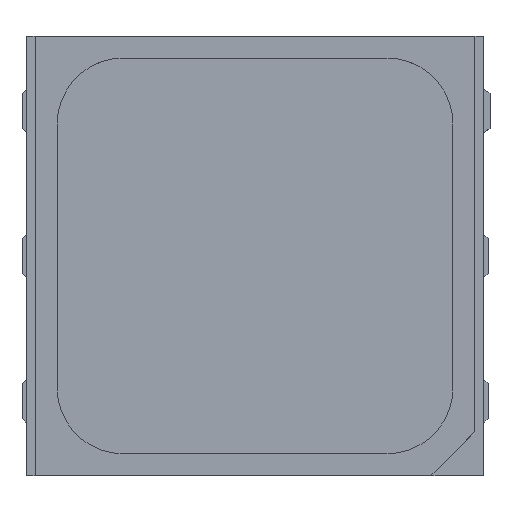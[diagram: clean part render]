
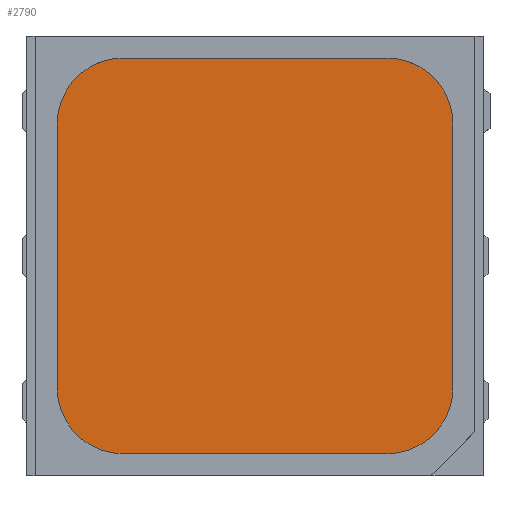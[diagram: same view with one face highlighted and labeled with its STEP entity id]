
A CAD part, top view. The second image highlights one B-rep face of the part: STEP entity #2790.
In plain terms, the highlighted planar face has unit normal (0, 0, 1).
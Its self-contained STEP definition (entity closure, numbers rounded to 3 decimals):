
#2599 = VERTEX_POINT('',#2600);
#2600 = CARTESIAN_POINT('',(-2.25,-1.5,0.95));
#2606 = EDGE_CURVE('',#2599,#2607,#2609,.T.);
#2607 = VERTEX_POINT('',#2608);
#2608 = CARTESIAN_POINT('',(-2.25,1.5,0.95));
#2609 = LINE('',#2610,#2611);
#2610 = CARTESIAN_POINT('',(-2.25,-1.5,0.95));
#2611 = VECTOR('',#2612,1.);
#2612 = DIRECTION('',(0.,1.,0.));
#2630 = VERTEX_POINT('',#2631);
#2631 = CARTESIAN_POINT('',(-1.5,2.25,0.95));
#2637 = EDGE_CURVE('',#2630,#2607,#2638,.T.);
#2638 = CIRCLE('',#2639,0.75);
#2639 = AXIS2_PLACEMENT_3D('',#2640,#2641,#2642);
#2640 = CARTESIAN_POINT('',(-1.5,1.5,0.95));
#2641 = DIRECTION('',(0.,0.,1.));
#2642 = DIRECTION('',(1.,0.,0.));
#2655 = EDGE_CURVE('',#2630,#2656,#2658,.T.);
#2656 = VERTEX_POINT('',#2657);
#2657 = CARTESIAN_POINT('',(1.5,2.25,0.95));
#2658 = LINE('',#2659,#2660);
#2659 = CARTESIAN_POINT('',(-1.5,2.25,0.95));
#2660 = VECTOR('',#2661,1.);
#2661 = DIRECTION('',(1.,0.,0.));
#2679 = VERTEX_POINT('',#2680);
#2680 = CARTESIAN_POINT('',(2.25,1.5,0.95));
#2686 = EDGE_CURVE('',#2679,#2656,#2687,.T.);
#2687 = CIRCLE('',#2688,0.75);
#2688 = AXIS2_PLACEMENT_3D('',#2689,#2690,#2691);
#2689 = CARTESIAN_POINT('',(1.5,1.5,0.95));
#2690 = DIRECTION('',(0.,0.,1.));
#2691 = DIRECTION('',(1.,0.,0.));
#2704 = EDGE_CURVE('',#2679,#2705,#2707,.T.);
#2705 = VERTEX_POINT('',#2706);
#2706 = CARTESIAN_POINT('',(2.25,-1.5,0.95));
#2707 = LINE('',#2708,#2709);
#2708 = CARTESIAN_POINT('',(2.25,1.5,0.95));
#2709 = VECTOR('',#2710,1.);
#2710 = DIRECTION('',(0.,-1.,0.));
#2728 = VERTEX_POINT('',#2729);
#2729 = CARTESIAN_POINT('',(1.5,-2.25,0.95));
#2735 = EDGE_CURVE('',#2728,#2705,#2736,.T.);
#2736 = CIRCLE('',#2737,0.75);
#2737 = AXIS2_PLACEMENT_3D('',#2738,#2739,#2740);
#2738 = CARTESIAN_POINT('',(1.5,-1.5,0.95));
#2739 = DIRECTION('',(0.,0.,1.));
#2740 = DIRECTION('',(1.,0.,0.));
#2753 = EDGE_CURVE('',#2728,#2754,#2756,.T.);
#2754 = VERTEX_POINT('',#2755);
#2755 = CARTESIAN_POINT('',(-1.5,-2.25,0.95));
#2756 = LINE('',#2757,#2758);
#2757 = CARTESIAN_POINT('',(1.5,-2.25,0.95));
#2758 = VECTOR('',#2759,1.);
#2759 = DIRECTION('',(-1.,0.,0.));
#2777 = EDGE_CURVE('',#2599,#2754,#2778,.T.);
#2778 = CIRCLE('',#2779,0.75);
#2779 = AXIS2_PLACEMENT_3D('',#2780,#2781,#2782);
#2780 = CARTESIAN_POINT('',(-1.5,-1.5,0.95));
#2781 = DIRECTION('',(0.,0.,1.));
#2782 = DIRECTION('',(1.,0.,0.));
#2790 = ADVANCED_FACE('',(#2791),#2801,.F.);
#2791 = FACE_BOUND('',#2792,.F.);
#2792 = EDGE_LOOP('',(#2793,#2794,#2795,#2796,#2797,#2798,#2799,#2800));
#2793 = ORIENTED_EDGE('',*,*,#2606,.T.);
#2794 = ORIENTED_EDGE('',*,*,#2637,.F.);
#2795 = ORIENTED_EDGE('',*,*,#2655,.T.);
#2796 = ORIENTED_EDGE('',*,*,#2686,.F.);
#2797 = ORIENTED_EDGE('',*,*,#2704,.T.);
#2798 = ORIENTED_EDGE('',*,*,#2735,.F.);
#2799 = ORIENTED_EDGE('',*,*,#2753,.T.);
#2800 = ORIENTED_EDGE('',*,*,#2777,.F.);
#2801 = PLANE('',#2802);
#2802 = AXIS2_PLACEMENT_3D('',#2803,#2804,#2805);
#2803 = CARTESIAN_POINT('',(0.,0.,0.95
    ));
#2804 = DIRECTION('',(-0.,-0.,-1.));
#2805 = DIRECTION('',(-1.,0.,0.));
